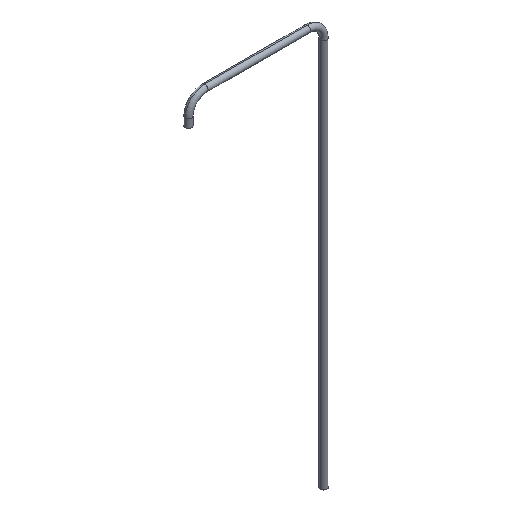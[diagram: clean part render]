
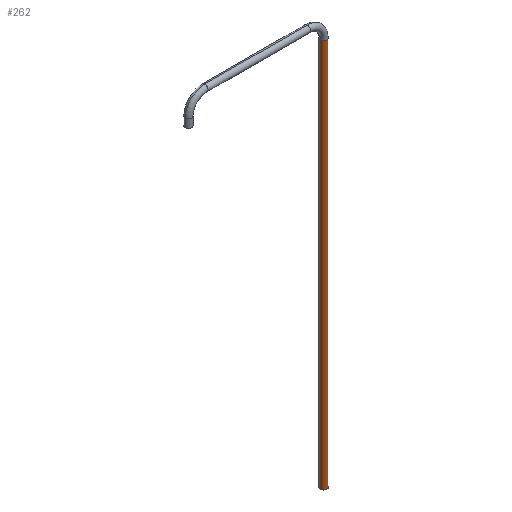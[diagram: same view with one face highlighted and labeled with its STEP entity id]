
A CAD part, isometric view. The second image highlights one B-rep face of the part: STEP entity #262.
In plain terms, the highlighted cylindrical face has radius 0.4 mm (diameter 0.8 mm), a partial arc.
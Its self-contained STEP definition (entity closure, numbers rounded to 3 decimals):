
#114=CARTESIAN_POINT('',(16.9,0.,44.));
#115=VERTEX_POINT('',#114);
#125=CARTESIAN_POINT('',(16.1,0.,44.));
#126=VERTEX_POINT('',#125);
#212=CARTESIAN_POINT('',(16.9,0.,-3.5));
#213=VERTEX_POINT('',#212);
#214=CARTESIAN_POINT('',(16.9,0.,-3.5));
#215=DIRECTION('',(0.0,0.0,1.0));
#216=VECTOR('',#215,47.5);
#217=LINE('',#214,#216);
#218=EDGE_CURVE('',#213,#115,#217,.T.);
#220=CARTESIAN_POINT('',(16.1,0.,-3.5));
#221=VERTEX_POINT('',#220);
#229=CARTESIAN_POINT('',(16.1,0.,-3.5));
#230=DIRECTION('',(0.0,0.0,1.0));
#231=VECTOR('',#230,47.5);
#232=LINE('',#229,#231);
#233=EDGE_CURVE('',#221,#126,#232,.T.);
#239=CARTESIAN_POINT('',(16.5,0.,44.));
#240=DIRECTION('',(0.0,0.,-1.0));
#241=DIRECTION('',(1.0,0.0,0.0));
#242=AXIS2_PLACEMENT_3D('',#239,#240,#241);
#243=CYLINDRICAL_SURFACE('',#242,0.4);
#244=ORIENTED_EDGE('',*,*,#218,.T.);
#245=CARTESIAN_POINT('',(16.5,0.,44.));
#246=DIRECTION('',(0.0,0.0,-1.0));
#247=DIRECTION('',(1.0,0.0,0.0));
#248=AXIS2_PLACEMENT_3D('',#245,#246,#247);
#249=CIRCLE('',#248,0.4);
#250=EDGE_CURVE('',#115,#126,#249,.T.);
#251=ORIENTED_EDGE('',*,*,#250,.T.);
#252=ORIENTED_EDGE('',*,*,#233,.F.);
#253=CARTESIAN_POINT('',(16.5,0.,-3.5));
#254=DIRECTION('',(0.0,0.0,-1.0));
#255=DIRECTION('',(1.0,0.0,0.0));
#256=AXIS2_PLACEMENT_3D('',#253,#254,#255);
#257=CIRCLE('',#256,0.4);
#258=EDGE_CURVE('',#213,#221,#257,.T.);
#259=ORIENTED_EDGE('',*,*,#258,.F.);
#260=EDGE_LOOP('',(#244,#251,#252,#259));
#261=FACE_OUTER_BOUND('',#260,.T.);
#262=ADVANCED_FACE('',(#261),#243,.T.);
